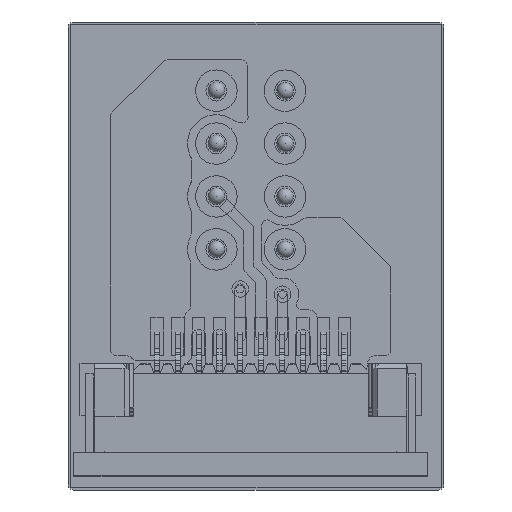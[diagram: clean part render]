
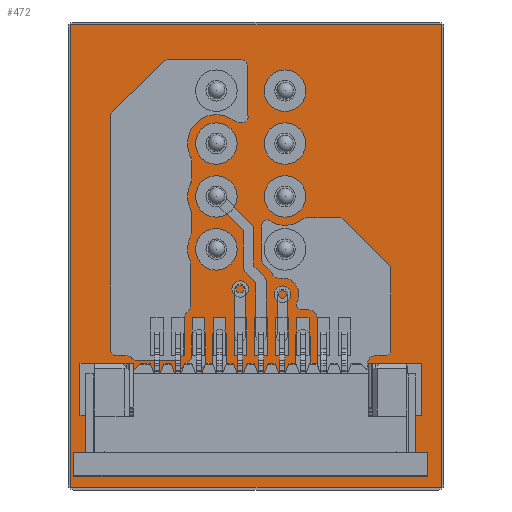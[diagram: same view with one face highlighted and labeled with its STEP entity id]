
A CAD part, top view. The second image highlights one B-rep face of the part: STEP entity #472.
In plain terms, the highlighted planar face has unit normal (0, 0, 1).
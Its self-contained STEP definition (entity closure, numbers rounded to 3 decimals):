
#89 = VERTEX_POINT('',#90);
#90 = CARTESIAN_POINT('',(185.42,-121.285,0.));
#107 = VERTEX_POINT('',#108);
#108 = CARTESIAN_POINT('',(185.42,-99.06,0.));
#114 = EDGE_CURVE('',#89,#107,#115,.T.);
#115 = LINE('',#116,#117);
#116 = CARTESIAN_POINT('',(185.42,-121.285,0.));
#117 = VECTOR('',#118,1.);
#118 = DIRECTION('',(0.,1.,0.));
#129 = VERTEX_POINT('',#130);
#130 = CARTESIAN_POINT('',(167.64,-121.285,0.));
#145 = EDGE_CURVE('',#129,#89,#146,.T.);
#146 = LINE('',#147,#148);
#147 = CARTESIAN_POINT('',(167.64,-121.285,0.));
#148 = VECTOR('',#149,1.);
#149 = DIRECTION('',(1.,0.,0.));
#169 = VERTEX_POINT('',#170);
#170 = CARTESIAN_POINT('',(167.64,-99.06,0.));
#176 = EDGE_CURVE('',#107,#169,#177,.T.);
#177 = LINE('',#178,#179);
#178 = CARTESIAN_POINT('',(185.42,-99.06,0.));
#179 = VECTOR('',#180,1.);
#180 = DIRECTION('',(-1.,0.,0.));
#198 = EDGE_CURVE('',#169,#129,#199,.T.);
#199 = LINE('',#200,#201);
#200 = CARTESIAN_POINT('',(167.64,-99.06,0.));
#201 = VECTOR('',#202,1.);
#202 = DIRECTION('',(0.,-1.,0.));
#213 = VERTEX_POINT('',#214);
#214 = CARTESIAN_POINT('',(175.125,-109.855,0.));
#230 = EDGE_CURVE('',#213,#213,#231,.T.);
#231 = CIRCLE('',#232,0.5);
#232 = AXIS2_PLACEMENT_3D('',#233,#234,#235);
#233 = CARTESIAN_POINT('',(174.625,-109.855,0.));
#234 = DIRECTION('',(0.,0.,1.));
#235 = DIRECTION('',(1.,0.,-0.));
#246 = VERTEX_POINT('',#247);
#247 = CARTESIAN_POINT('',(175.125,-107.315,0.));
#263 = EDGE_CURVE('',#246,#246,#264,.T.);
#264 = CIRCLE('',#265,0.5);
#265 = AXIS2_PLACEMENT_3D('',#266,#267,#268);
#266 = CARTESIAN_POINT('',(174.625,-107.315,0.));
#267 = DIRECTION('',(0.,0.,1.));
#268 = DIRECTION('',(1.,0.,-0.));
#279 = VERTEX_POINT('',#280);
#280 = CARTESIAN_POINT('',(178.425,-109.855,0.));
#296 = EDGE_CURVE('',#279,#279,#297,.T.);
#297 = CIRCLE('',#298,0.5);
#298 = AXIS2_PLACEMENT_3D('',#299,#300,#301);
#299 = CARTESIAN_POINT('',(177.925,-109.855,0.));
#300 = DIRECTION('',(0.,0.,1.));
#301 = DIRECTION('',(1.,0.,-0.));
#312 = VERTEX_POINT('',#313);
#313 = CARTESIAN_POINT('',(178.425,-107.315,0.));
#329 = EDGE_CURVE('',#312,#312,#330,.T.);
#330 = CIRCLE('',#331,0.5);
#331 = AXIS2_PLACEMENT_3D('',#332,#333,#334);
#332 = CARTESIAN_POINT('',(177.925,-107.315,0.));
#333 = DIRECTION('',(0.,0.,1.));
#334 = DIRECTION('',(1.,0.,-0.));
#345 = VERTEX_POINT('',#346);
#346 = CARTESIAN_POINT('',(175.125,-104.775,0.));
#362 = EDGE_CURVE('',#345,#345,#363,.T.);
#363 = CIRCLE('',#364,0.5);
#364 = AXIS2_PLACEMENT_3D('',#365,#366,#367);
#365 = CARTESIAN_POINT('',(174.625,-104.775,0.));
#366 = DIRECTION('',(0.,0.,1.));
#367 = DIRECTION('',(1.,0.,-0.));
#378 = VERTEX_POINT('',#379);
#379 = CARTESIAN_POINT('',(175.125,-102.235,0.));
#395 = EDGE_CURVE('',#378,#378,#396,.T.);
#396 = CIRCLE('',#397,0.5);
#397 = AXIS2_PLACEMENT_3D('',#398,#399,#400);
#398 = CARTESIAN_POINT('',(174.625,-102.235,0.));
#399 = DIRECTION('',(0.,0.,1.));
#400 = DIRECTION('',(1.,0.,-0.));
#411 = VERTEX_POINT('',#412);
#412 = CARTESIAN_POINT('',(178.425,-104.775,0.));
#428 = EDGE_CURVE('',#411,#411,#429,.T.);
#429 = CIRCLE('',#430,0.5);
#430 = AXIS2_PLACEMENT_3D('',#431,#432,#433);
#431 = CARTESIAN_POINT('',(177.925,-104.775,0.));
#432 = DIRECTION('',(0.,0.,1.));
#433 = DIRECTION('',(1.,0.,-0.));
#444 = VERTEX_POINT('',#445);
#445 = CARTESIAN_POINT('',(178.425,-102.235,0.));
#461 = EDGE_CURVE('',#444,#444,#462,.T.);
#462 = CIRCLE('',#463,0.5);
#463 = AXIS2_PLACEMENT_3D('',#464,#465,#466);
#464 = CARTESIAN_POINT('',(177.925,-102.235,0.));
#465 = DIRECTION('',(0.,0.,1.));
#466 = DIRECTION('',(1.,0.,-0.));
#472 = ADVANCED_FACE('',(#473,#479,#482,#485,#488,#491,#494,#497,#500),
  #503,.T.);
#473 = FACE_BOUND('',#474,.T.);
#474 = EDGE_LOOP('',(#475,#476,#477,#478));
#475 = ORIENTED_EDGE('',*,*,#114,.T.);
#476 = ORIENTED_EDGE('',*,*,#176,.T.);
#477 = ORIENTED_EDGE('',*,*,#198,.T.);
#478 = ORIENTED_EDGE('',*,*,#145,.T.);
#479 = FACE_BOUND('',#480,.T.);
#480 = EDGE_LOOP('',(#481));
#481 = ORIENTED_EDGE('',*,*,#230,.F.);
#482 = FACE_BOUND('',#483,.T.);
#483 = EDGE_LOOP('',(#484));
#484 = ORIENTED_EDGE('',*,*,#263,.F.);
#485 = FACE_BOUND('',#486,.T.);
#486 = EDGE_LOOP('',(#487));
#487 = ORIENTED_EDGE('',*,*,#296,.F.);
#488 = FACE_BOUND('',#489,.T.);
#489 = EDGE_LOOP('',(#490));
#490 = ORIENTED_EDGE('',*,*,#329,.F.);
#491 = FACE_BOUND('',#492,.T.);
#492 = EDGE_LOOP('',(#493));
#493 = ORIENTED_EDGE('',*,*,#362,.F.);
#494 = FACE_BOUND('',#495,.T.);
#495 = EDGE_LOOP('',(#496));
#496 = ORIENTED_EDGE('',*,*,#395,.F.);
#497 = FACE_BOUND('',#498,.T.);
#498 = EDGE_LOOP('',(#499));
#499 = ORIENTED_EDGE('',*,*,#428,.F.);
#500 = FACE_BOUND('',#501,.T.);
#501 = EDGE_LOOP('',(#502));
#502 = ORIENTED_EDGE('',*,*,#461,.F.);
#503 = PLANE('',#504);
#504 = AXIS2_PLACEMENT_3D('',#505,#506,#507);
#505 = CARTESIAN_POINT('',(176.53,-110.173,0.));
#506 = DIRECTION('',(0.,0.,1.));
#507 = DIRECTION('',(1.,0.,0.));
